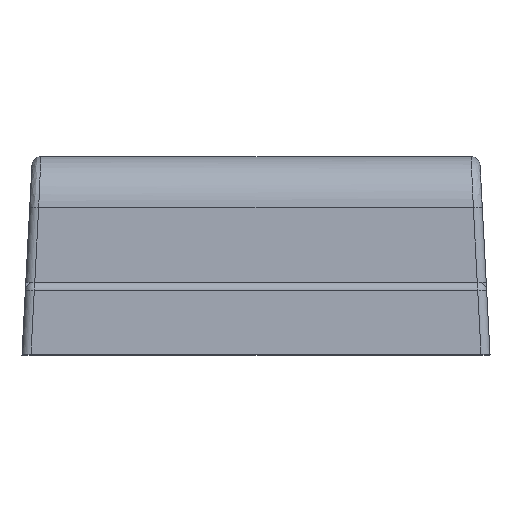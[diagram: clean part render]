
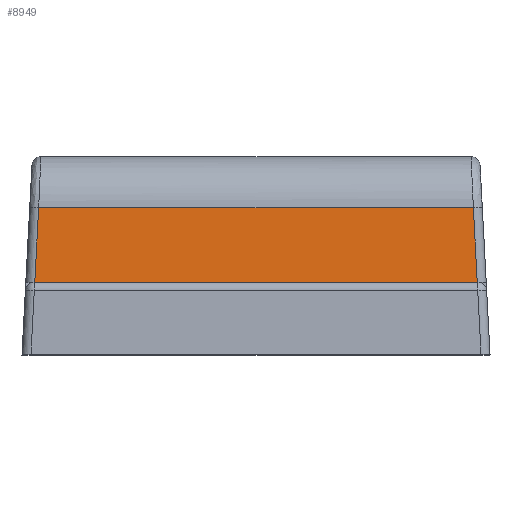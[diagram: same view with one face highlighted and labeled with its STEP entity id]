
A CAD part, top view. The second image highlights one B-rep face of the part: STEP entity #8949.
In plain terms, the highlighted planar face has unit normal (0, 0.052, 0.999).
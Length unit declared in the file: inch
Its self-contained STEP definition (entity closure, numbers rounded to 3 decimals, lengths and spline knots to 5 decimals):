
#534=PLANE('',#9856);
#964=FACE_OUTER_BOUND('',#1490,.T.);
#1490=EDGE_LOOP('',(#7551,#7552,#7553,#7554));
#2139=LINE('',#17907,#2891);
#2149=LINE('',#18241,#2901);
#2150=LINE('',#18243,#2902);
#2151=LINE('',#18244,#2903);
#2891=VECTOR('',#11866,0.95065);
#2901=VECTOR('',#11906,0.16411);
#2902=VECTOR('',#11907,0.9678);
#2903=VECTOR('',#11908,0.16411);
#4144=VERTEX_POINT('',#17859);
#4145=VERTEX_POINT('',#17906);
#4162=VERTEX_POINT('',#18240);
#4163=VERTEX_POINT('',#18242);
#5320=EDGE_CURVE('',#4144,#4145,#2139,.T.);
#5344=EDGE_CURVE('',#4144,#4162,#2149,.T.);
#5345=EDGE_CURVE('',#4162,#4163,#2150,.T.);
#5346=EDGE_CURVE('',#4163,#4145,#2151,.T.);
#7551=ORIENTED_EDGE('',*,*,#5320,.F.);
#7552=ORIENTED_EDGE('',*,*,#5344,.T.);
#7553=ORIENTED_EDGE('',*,*,#5345,.T.);
#7554=ORIENTED_EDGE('',*,*,#5346,.T.);
#8949=ADVANCED_FACE('',(#964),#534,.T.);
#9856=AXIS2_PLACEMENT_3D('',#18239,#11904,#11905);
#11866=DIRECTION('',(1.,0.,0.));
#11904=DIRECTION('center_axis',(0.,0.052,0.999));
#11905=DIRECTION('ref_axis',(1.,0.,0.));
#11906=DIRECTION('',(-0.052,-0.997,0.052));
#11907=DIRECTION('',(1.,0.,0.));
#11908=DIRECTION('',(-0.052,0.997,-0.052));
#17859=CARTESIAN_POINT('',(-0.47532,0.16366,0.61506));
#17906=CARTESIAN_POINT('',(0.47532,0.16366,0.61506));
#17907=CARTESIAN_POINT('',(-0.47532,0.16366,0.61506));
#18239=CARTESIAN_POINT('Origin',(-0.51181,0.27559,0.60919));
#18240=CARTESIAN_POINT('',(-0.4839,0.,0.62364));
#18241=CARTESIAN_POINT('',(-0.47532,0.16366,0.61506));
#18242=CARTESIAN_POINT('',(0.4839,0.,0.62364));
#18243=CARTESIAN_POINT('',(-0.4839,0.,0.62364));
#18244=CARTESIAN_POINT('',(0.4839,0.,0.62364));
